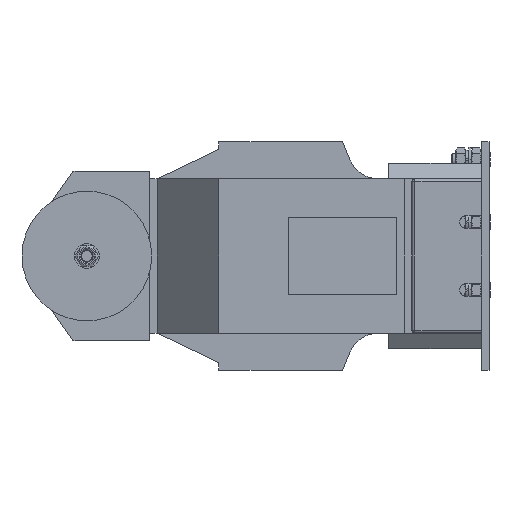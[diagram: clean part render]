
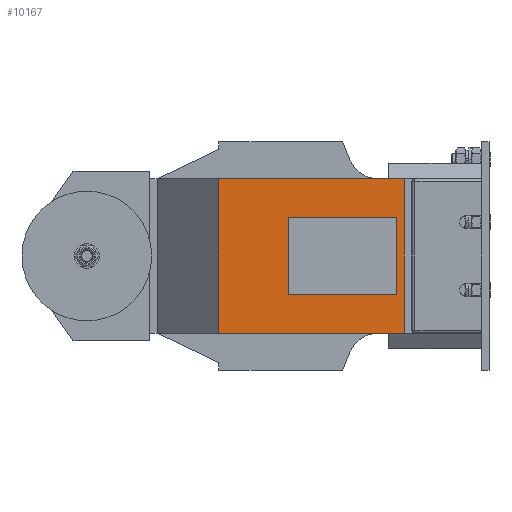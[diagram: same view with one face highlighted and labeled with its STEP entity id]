
A CAD part, left-side view. The second image highlights one B-rep face of the part: STEP entity #10167.
In plain terms, the highlighted planar face has unit normal (-1, 0, 0).
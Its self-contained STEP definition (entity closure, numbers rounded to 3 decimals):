
#362 = CARTESIAN_POINT ( 'NONE',  ( -1.356, 235.048, 389.574 ) ) ;
#401 = DIRECTION ( 'NONE',  ( 1., 0., 0. ) ) ;
#442 = EDGE_CURVE ( 'NONE', #6741, #32102, #23602, .T. ) ;
#850 = DIRECTION ( 'NONE',  ( 0., 0., -1. ) ) ;
#2905 = CARTESIAN_POINT ( 'NONE',  ( -1.356, 280.048, 289.574 ) ) ;
#4730 = CARTESIAN_POINT ( 'NONE',  ( -1.356, 190.048, 364.574 ) ) ;
#5475 = EDGE_CURVE ( 'NONE', #35841, #30024, #38419, .T. ) ;
#6251 = CARTESIAN_POINT ( 'NONE',  ( -1.356, 120.048, 364.574 ) ) ;
#6613 = DIRECTION ( 'NONE',  ( 0., -1., 0. ) ) ;
#6655 = CARTESIAN_POINT ( 'NONE',  ( -1.356, 120.048, 314.574 ) ) ;
#6715 = EDGE_CURVE ( 'NONE', #28363, #10632, #35379, .T. ) ;
#6741 = VERTEX_POINT ( 'NONE', #21903 ) ;
#7171 = ORIENTED_EDGE ( 'NONE', *, *, #442, .F. ) ;
#7781 = CARTESIAN_POINT ( 'NONE',  ( -1.356, 235.048, 265.574 ) ) ;
#8357 = EDGE_CURVE ( 'NONE', #35841, #40147, #33561, .T. ) ;
#9800 = CARTESIAN_POINT ( 'NONE',  ( -1.356, 115.048, 265.574 ) ) ;
#10127 = FACE_OUTER_BOUND ( 'NONE', #21065, .T. ) ;
#10167 = ADVANCED_FACE ( 'NONE', ( #10127, #23796 ), #37444, .F. ) ;
#10632 = VERTEX_POINT ( 'NONE', #24137 ) ;
#11086 = LINE ( 'NONE', #24737, #26951 ) ;
#12929 = AXIS2_PLACEMENT_3D ( 'NONE', #30991, #401, #13903 ) ;
#13903 = DIRECTION ( 'NONE',  ( 0., 0., -1. ) ) ;
#14187 = VECTOR ( 'NONE', #6613, 1000. ) ;
#14467 = CARTESIAN_POINT ( 'NONE',  ( -1.356, 115.048, 389.574 ) ) ;
#14540 = VECTOR ( 'NONE', #19855, 1000. ) ;
#15907 = VECTOR ( 'NONE', #850, 1000. ) ;
#15968 = ORIENTED_EDGE ( 'NONE', *, *, #20735, .F. ) ;
#16079 = CARTESIAN_POINT ( 'NONE',  ( -1.356, 120.048, 364.574 ) ) ;
#16474 = ORIENTED_EDGE ( 'NONE', *, *, #34171, .T. ) ;
#16489 = DIRECTION ( 'NONE',  ( 0., -1., 0. ) ) ;
#16897 = VERTEX_POINT ( 'NONE', #14467 ) ;
#17753 = LINE ( 'NONE', #31447, #15907 ) ;
#18342 = DIRECTION ( 'NONE',  ( 0., 1., 0. ) ) ;
#18859 = VECTOR ( 'NONE', #16489, 1000. ) ;
#19765 = ORIENTED_EDGE ( 'NONE', *, *, #8357, .T. ) ;
#19855 = DIRECTION ( 'NONE',  ( 0., 0., 1. ) ) ;
#20219 = ORIENTED_EDGE ( 'NONE', *, *, #21537, .F. ) ;
#20735 = EDGE_CURVE ( 'NONE', #10632, #6741, #17753, .T. ) ;
#21065 = EDGE_LOOP ( 'NONE', ( #19765, #16474, #27029, #35063 ) ) ;
#21397 = DIRECTION ( 'NONE',  ( 0., 0., 1. ) ) ;
#21537 = EDGE_CURVE ( 'NONE', #32102, #28363, #36899, .T. ) ;
#21903 = CARTESIAN_POINT ( 'NONE',  ( -1.356, 190.048, 314.574 ) ) ;
#23435 = DIRECTION ( 'NONE',  ( 0., 0., 1. ) ) ;
#23602 = LINE ( 'NONE', #37248, #14187 ) ;
#23796 = FACE_BOUND ( 'NONE', #28218, .T. ) ;
#24137 = CARTESIAN_POINT ( 'NONE',  ( -1.356, 190.048, 364.574 ) ) ;
#24443 = CARTESIAN_POINT ( 'NONE',  ( -1.356, 115.048, 289.574 ) ) ;
#24737 = CARTESIAN_POINT ( 'NONE',  ( -1.356, 280.048, 389.574 ) ) ;
#26951 = VECTOR ( 'NONE', #38355, 1000. ) ;
#27029 = ORIENTED_EDGE ( 'NONE', *, *, #42479, .F. ) ;
#28218 = EDGE_LOOP ( 'NONE', ( #7171, #15968, #28519, #20219 ) ) ;
#28323 = CARTESIAN_POINT ( 'NONE',  ( -1.356, 235.048, 289.574 ) ) ;
#28363 = VERTEX_POINT ( 'NONE', #16079 ) ;
#28519 = ORIENTED_EDGE ( 'NONE', *, *, #6715, .F. ) ;
#30024 = VERTEX_POINT ( 'NONE', #362 ) ;
#30764 = VECTOR ( 'NONE', #21397, 1000. ) ;
#30991 = CARTESIAN_POINT ( 'NONE',  ( -1.356, 280.048, 289.574 ) ) ;
#31044 = VECTOR ( 'NONE', #23435, 1000. ) ;
#31447 = CARTESIAN_POINT ( 'NONE',  ( -1.356, 190.048, 364.574 ) ) ;
#32102 = VERTEX_POINT ( 'NONE', #6655 ) ;
#33561 = LINE ( 'NONE', #2905, #18859 ) ;
#34171 = EDGE_CURVE ( 'NONE', #40147, #16897, #40448, .T. ) ;
#35063 = ORIENTED_EDGE ( 'NONE', *, *, #5475, .F. ) ;
#35379 = LINE ( 'NONE', #4730, #41472 ) ;
#35841 = VERTEX_POINT ( 'NONE', #28323 ) ;
#36899 = LINE ( 'NONE', #6251, #14540 ) ;
#37248 = CARTESIAN_POINT ( 'NONE',  ( -1.356, 190.048, 314.574 ) ) ;
#37444 = PLANE ( 'NONE',  #12929 ) ;
#38355 = DIRECTION ( 'NONE',  ( 0., -1., 0. ) ) ;
#38419 = LINE ( 'NONE', #7781, #30764 ) ;
#40147 = VERTEX_POINT ( 'NONE', #24443 ) ;
#40448 = LINE ( 'NONE', #9800, #31044 ) ;
#41472 = VECTOR ( 'NONE', #18342, 1000. ) ;
#42479 = EDGE_CURVE ( 'NONE', #30024, #16897, #11086, .T. ) ;
